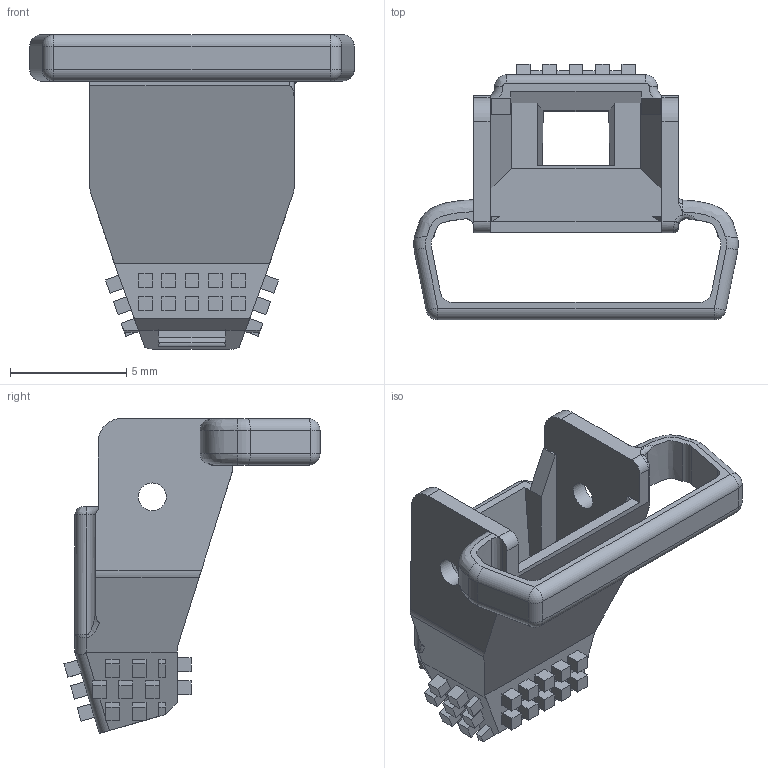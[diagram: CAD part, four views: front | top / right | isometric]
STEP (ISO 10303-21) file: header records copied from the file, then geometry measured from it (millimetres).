
FILE_DESCRIPTION(/* description */ (''),/* implementation_level */ '2;1');
FILE_NAME(/* name */ 'Docking_NP2_Steve_3.5mmEXP_16Deg_Reduced_V3.stp',/* time_stamp */ '2024-01-16T16:03:05Z',/* author */ ('MakerSpace'),/* organization */ (''),/* preprocessor_version */ 'ST-DEVELOPER v19',/* originating_system */ 'Autodesk Inventor 2023',/* authorisation */ '');
FILE_SCHEMA (('AUTOMOTIVE_DESIGN { 1 0 10303 214 3 1 1 }'));
Length unit declared in the file: millimetre
Products named in the file (1): Part1
Bounding box: 13.98 x 11.02 x 13.55 mm (x, y, z)
Volume: 232.6 mm3; surface area: 720.5 mm2
Topology: 1 solids, 1 shells, 333 faces, 854 edges, 551 vertices
Faces by surface type: plane 258, cylinder 37, bspline 27, torus 7, sphere 4
Full cylindrical faces by diameter (mm): 1.2 x2
Entity records: 11548 total; most frequent: CARTESIAN_POINT 3181, ORIENTED_EDGE 1704, DIRECTION 1510, EDGE_CURVE 852, LINE 698, VECTOR 698, VERTEX_POINT 551, AXIS2_PLACEMENT_3D 406
